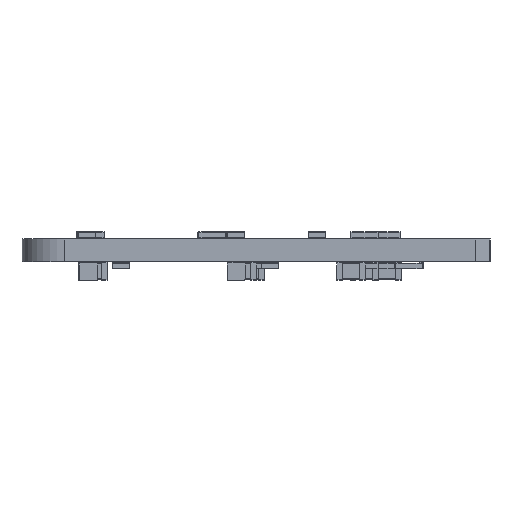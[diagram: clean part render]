
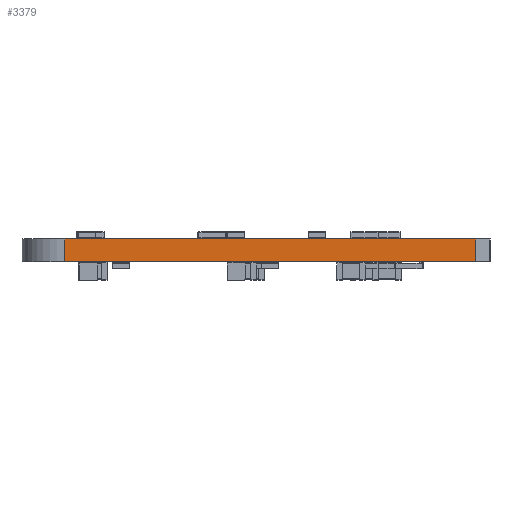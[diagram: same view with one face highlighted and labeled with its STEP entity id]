
A CAD part, left-side view. The second image highlights one B-rep face of the part: STEP entity #3379.
In plain terms, the highlighted planar face has unit normal (-1, 0, 0).
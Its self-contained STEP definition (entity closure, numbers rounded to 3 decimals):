
#2080 = VERTEX_POINT('',#2081);
#2081 = CARTESIAN_POINT('',(97.706,-78.509,0.));
#2088 = EDGE_CURVE('',#2089,#2080,#2091,.T.);
#2089 = VERTEX_POINT('',#2090);
#2090 = CARTESIAN_POINT('',(97.706,-107.509,0.));
#2091 = LINE('',#2092,#2093);
#2092 = CARTESIAN_POINT('',(97.706,-107.509,0.));
#2093 = VECTOR('',#2094,1.);
#2094 = DIRECTION('',(0.,1.,0.));
#2716 = VERTEX_POINT('',#2717);
#2717 = CARTESIAN_POINT('',(97.706,-78.509,1.6));
#2724 = EDGE_CURVE('',#2725,#2716,#2727,.T.);
#2725 = VERTEX_POINT('',#2726);
#2726 = CARTESIAN_POINT('',(97.706,-107.509,1.6));
#2727 = LINE('',#2728,#2729);
#2728 = CARTESIAN_POINT('',(97.706,-107.509,1.6));
#2729 = VECTOR('',#2730,1.);
#2730 = DIRECTION('',(0.,1.,0.));
#3349 = EDGE_CURVE('',#2080,#2716,#3350,.T.);
#3350 = LINE('',#3351,#3352);
#3351 = CARTESIAN_POINT('',(97.706,-78.509,0.));
#3352 = VECTOR('',#3353,1.);
#3353 = DIRECTION('',(0.,0.,1.));
#3379 = ADVANCED_FACE('',(#3380),#3391,.T.);
#3380 = FACE_BOUND('',#3381,.T.);
#3381 = EDGE_LOOP('',(#3382,#3388,#3389,#3390));
#3382 = ORIENTED_EDGE('',*,*,#3383,.T.);
#3383 = EDGE_CURVE('',#2089,#2725,#3384,.T.);
#3384 = LINE('',#3385,#3386);
#3385 = CARTESIAN_POINT('',(97.706,-107.509,0.));
#3386 = VECTOR('',#3387,1.);
#3387 = DIRECTION('',(0.,0.,1.));
#3388 = ORIENTED_EDGE('',*,*,#2724,.T.);
#3389 = ORIENTED_EDGE('',*,*,#3349,.F.);
#3390 = ORIENTED_EDGE('',*,*,#2088,.F.);
#3391 = PLANE('',#3392);
#3392 = AXIS2_PLACEMENT_3D('',#3393,#3394,#3395);
#3393 = CARTESIAN_POINT('',(97.706,-107.509,0.));
#3394 = DIRECTION('',(-1.,0.,0.));
#3395 = DIRECTION('',(0.,1.,0.));
